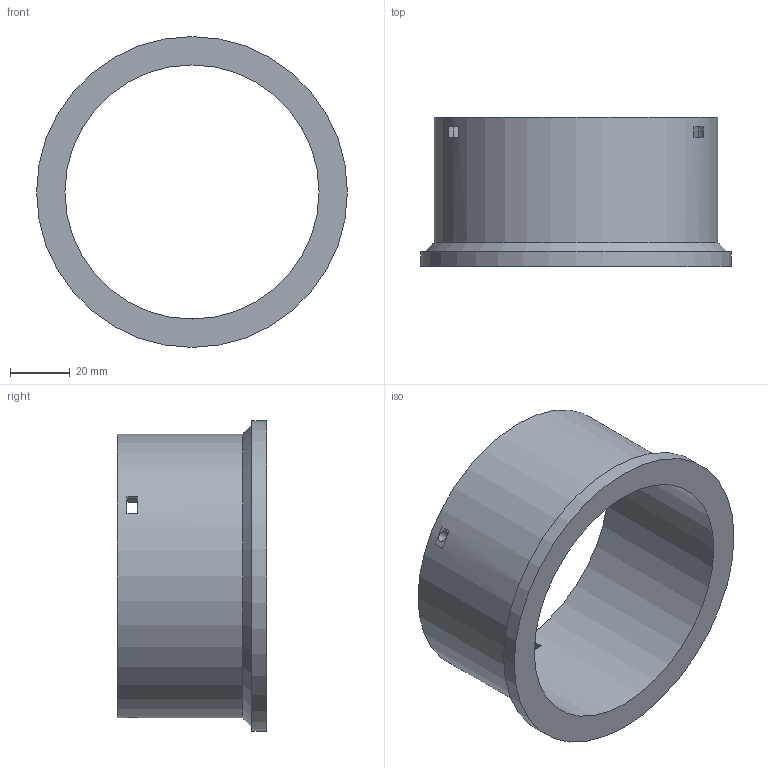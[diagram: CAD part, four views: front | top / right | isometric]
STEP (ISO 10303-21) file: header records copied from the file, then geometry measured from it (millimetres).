
FILE_DESCRIPTION(/* description */ (''),/* implementation_level */ '2;1');
FILE_NAME(/* name */ 'Center Cylinder.stp',/* time_stamp */ '2025-07-21T19:20:21-04:00',/* author */ ('mumin'),/* organization */ (''),/* preprocessor_version */ 'ST-DEVELOPER v20',/* originating_system */ 'Autodesk Inventor 2025',/* authorisation */ '');
FILE_SCHEMA (('AUTOMOTIVE_DESIGN { 1 0 10303 214 3 1 1 }'));
Length unit declared in the file: millimetre
Products named in the file (1): Center Cylinder
Bounding box: 104 x 50 x 104 mm (x, y, z)
Volume: 78559.5 mm3; surface area: 33782.9 mm2
Topology: 1 solids, 1 shells, 28 faces, 74 edges, 49 vertices
Faces by surface type: plane 15, cylinder 12, cone 1
Full cylindrical faces by diameter (mm): 4 x3, 85 x1, 95 x1, 104 x1
Entity records: 958 total; most frequent: DIRECTION 169, CARTESIAN_POINT 152, ORIENTED_EDGE 148, EDGE_CURVE 74, AXIS2_PLACEMENT_3D 66, VERTEX_POINT 49, EDGE_LOOP 43, CIRCLE 37
